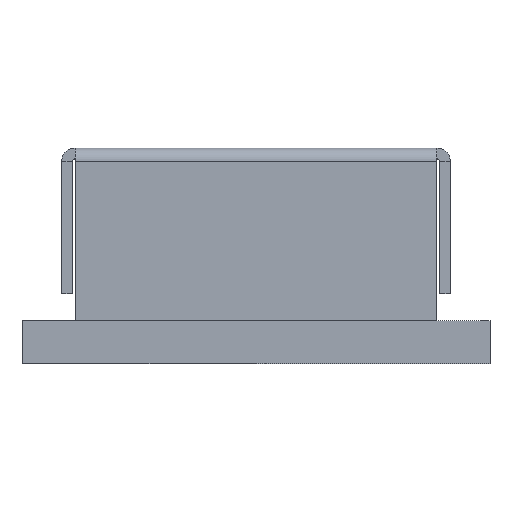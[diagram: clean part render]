
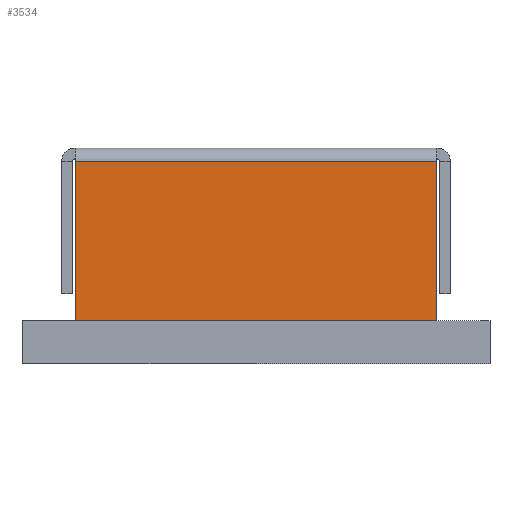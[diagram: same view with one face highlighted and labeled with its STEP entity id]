
A CAD part, front view. The second image highlights one B-rep face of the part: STEP entity #3534.
In plain terms, the highlighted face is planar.
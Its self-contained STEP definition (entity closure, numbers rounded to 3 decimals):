
#165=LINE('',#5523,#368);
#171=LINE('',#5543,#374);
#174=LINE('',#5549,#377);
#175=LINE('',#5550,#378);
#368=VECTOR('',#3950,1000.);
#374=VECTOR('',#3968,1000.);
#377=VECTOR('',#3973,1000.);
#378=VECTOR('',#3974,1000.);
#759=ORIENTED_EDGE('',*,*,#1446,.T.);
#760=ORIENTED_EDGE('',*,*,#1449,.F.);
#761=ORIENTED_EDGE('',*,*,#1436,.F.);
#762=ORIENTED_EDGE('',*,*,#1450,.T.);
#1436=EDGE_CURVE('',#1784,#1780,#165,.T.);
#1446=EDGE_CURVE('',#1793,#1792,#171,.T.);
#1449=EDGE_CURVE('',#1780,#1792,#174,.T.);
#1450=EDGE_CURVE('',#1784,#1793,#175,.T.);
#1780=VERTEX_POINT('',#5514);
#1784=VERTEX_POINT('',#5522);
#1792=VERTEX_POINT('',#5542);
#1793=VERTEX_POINT('',#5544);
#2081=EDGE_LOOP('',(#759,#760,#761,#762));
#2244=FACE_BOUND('',#2081,.T.);
#2386=PLANE('',#3688);
#3534=ADVANCED_FACE('',(#2244),#2386,.F.);
#3688=AXIS2_PLACEMENT_3D('',#5548,#3971,#3972);
#3950=DIRECTION('',(0.,0.,1.));
#3968=DIRECTION('',(0.,0.,1.));
#3971=DIRECTION('',(1.,0.,0.));
#3972=DIRECTION('',(0.,0.,-1.));
#3973=DIRECTION('',(0.,-1.,0.));
#3974=DIRECTION('',(0.,-1.,0.));
#5514=CARTESIAN_POINT('',(-5.86,3.35,3.35));
#5522=CARTESIAN_POINT('',(-5.86,3.35,0.4));
#5523=CARTESIAN_POINT('',(-5.86,3.35,0.4));
#5542=CARTESIAN_POINT('',(-5.86,-3.35,3.35));
#5543=CARTESIAN_POINT('',(-5.86,-3.35,0.4));
#5544=CARTESIAN_POINT('',(-5.86,-3.35,0.4));
#5548=CARTESIAN_POINT('',(-5.86,3.35,0.4));
#5549=CARTESIAN_POINT('',(-5.86,3.35,3.35));
#5550=CARTESIAN_POINT('',(-5.86,3.35,0.4));
